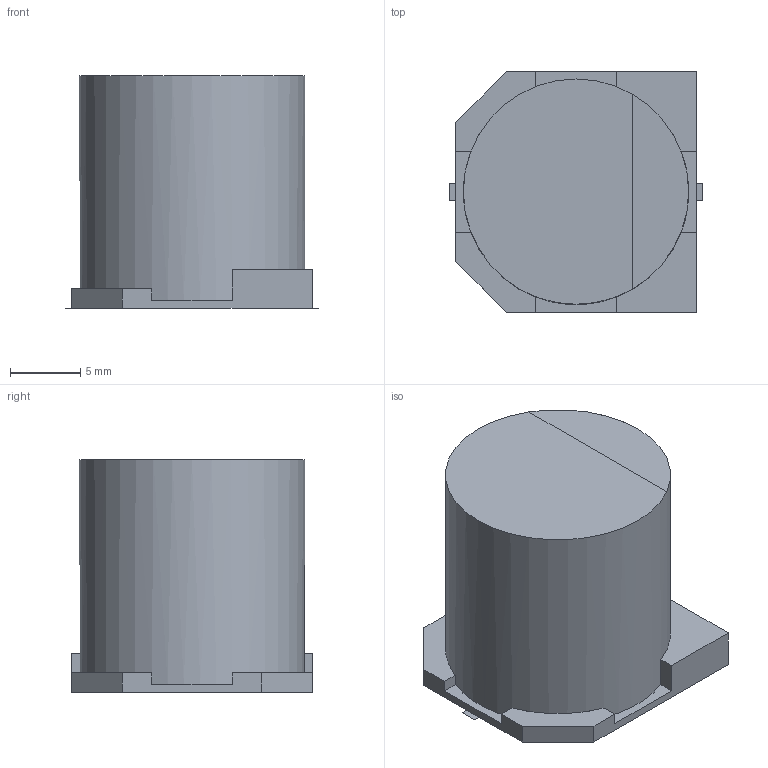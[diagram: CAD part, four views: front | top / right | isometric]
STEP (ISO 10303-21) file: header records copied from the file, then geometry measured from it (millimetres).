
FILE_DESCRIPTION(('Open CASCADE Model'),'2;1');
FILE_NAME('Open CASCADE Shape Model','2020-03-16T14:43:19',('Author'),( 'Open CASCADE'),'Open CASCADE STEP processor 6.8','Open CASCADE 6.8' ,'Unknown');
FILE_SCHEMA(('AUTOMOTIVE_DESIGN { 1 0 10303 214 1 1 1 1 }'));
Length unit declared in the file: millimetre
Products named in the file (10): PCB; Designator1; 6662405664; base; Open_CASCADE_STEP_translator_6.8_96.1.1; cylinder; Open_CASCADE_STEP_translator_6.8_96.2.1; mark; Open_CASCADE_STEP_translator_6.8_96.3.1; lead
Assembly tree (9 placements, depth 4):
  PCB
  Designator1
    6662405664
      base
        Open_CASCADE_STEP_translator_6.8_96.1.1
      cylinder
        Open_CASCADE_STEP_translator_6.8_96.2.1
      mark
        Open_CASCADE_STEP_translator_6.8_96.3.1
      lead  x2
Bounding box: 18 x 17.1 x 16.5 mm (x, y, z)
Volume: 3462.9 mm3; surface area: 1984.9 mm2
Topology: 4 solids, 5 shells, 64 faces, 145 edges, 90 vertices
Faces by surface type: plane 55, cylinder 9
Full cylindrical faces by diameter (mm): 16 x1
Entity records: 1813 total; most frequent: DIRECTION 298, CARTESIAN_POINT 283, ORIENTED_EDGE 263, EDGE_CURVE 133, LINE 104, VECTOR 104, AXIS2_PLACEMENT_3D 97, VERTEX_POINT 82
